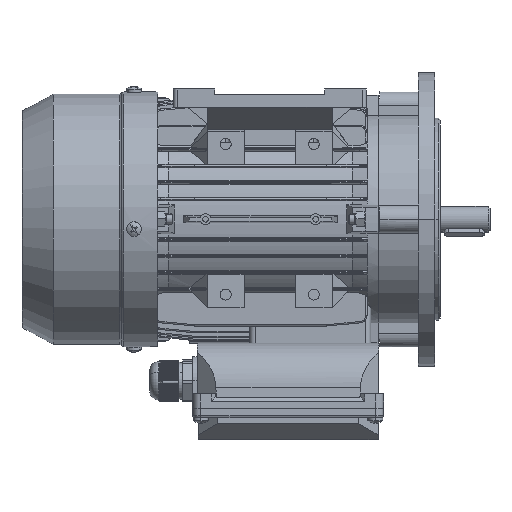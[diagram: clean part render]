
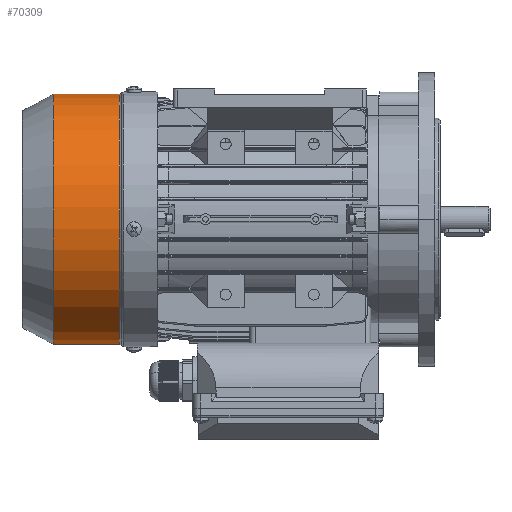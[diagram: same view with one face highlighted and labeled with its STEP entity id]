
A CAD part, left-side view. The second image highlights one B-rep face of the part: STEP entity #70309.
In plain terms, the highlighted cylindrical face has radius 68.3 mm (diameter 136.6 mm), a partial arc.
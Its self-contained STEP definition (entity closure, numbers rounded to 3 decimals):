
#11175 = CARTESIAN_POINT ( 'NONE',  ( 20.992, 0., -68.3 ) ) ;
#11202 = DIRECTION ( 'NONE',  ( -1., 0., 0. ) ) ;
#11203 = VECTOR ( 'NONE', #11202, 1000. ) ;
#11204 = CARTESIAN_POINT ( 'NONE',  ( 0., 0., 68.3 ) ) ;
#11205 = LINE ( 'NONE', #11204, #11203 ) ;
#11234 = CARTESIAN_POINT ( 'NONE',  ( 20.992, 0., 68.3 ) ) ;
#11338 = DIRECTION ( 'NONE',  ( 0., 0., 1. ) ) ;
#11339 = DIRECTION ( 'NONE',  ( -1., 0., 0. ) ) ;
#11340 = CARTESIAN_POINT ( 'NONE',  ( 20.992, 0., 0. ) ) ;
#11341 = AXIS2_PLACEMENT_3D ( 'NONE', #11340, #11339, #11338 ) ;
#11342 = CIRCLE ( 'NONE', #11341, 68.3 ) ;
#11343 = DIRECTION ( 'NONE',  ( -1., 0., 0. ) ) ;
#11344 = VECTOR ( 'NONE', #11343, 1000. ) ;
#11345 = CARTESIAN_POINT ( 'NONE',  ( 0., 0., -68.3 ) ) ;
#11346 = LINE ( 'NONE', #11345, #11344 ) ;
#11347 = CARTESIAN_POINT ( 'NONE',  ( 57., 0., -68.3 ) ) ;
#11348 = CARTESIAN_POINT ( 'NONE',  ( 57., 0., 68.3 ) ) ;
#11349 = DIRECTION ( 'NONE',  ( 0., 0., 1. ) ) ;
#11350 = DIRECTION ( 'NONE',  ( -1., 0., 0. ) ) ;
#11351 = CARTESIAN_POINT ( 'NONE',  ( 57., 0., 0. ) ) ;
#11352 = AXIS2_PLACEMENT_3D ( 'NONE', #11351, #11350, #11349 ) ;
#11353 = DIRECTION ( 'NONE',  ( 0., 0., 1. ) ) ;
#11354 = DIRECTION ( 'NONE',  ( -1., 0., 0. ) ) ;
#11355 = AXIS2_PLACEMENT_3D ( 'NONE', #11358, #11354, #11353 ) ;
#11356 = CYLINDRICAL_SURFACE ( 'NONE', #11355, 68.3 ) ;
#11357 = CIRCLE ( 'NONE', #11352, 68.3 ) ;
#11358 = CARTESIAN_POINT ( 'NONE',  ( 0., 0., 0. ) ) ;
#11363 = FACE_OUTER_BOUND ( 'NONE', #70313, .T. ) ;
#70185 = EDGE_CURVE ( 'NONE', #70319, #70204, #11205, .T. ) ;
#70201 = VERTEX_POINT ( 'NONE', #11175 ) ;
#70204 = VERTEX_POINT ( 'NONE', #11234 ) ;
#70309 = ADVANCED_FACE ( 'NONE', ( #11363 ), #11356, .T. ) ;
#70313 = EDGE_LOOP ( 'NONE', ( #70315, #70323, #70328, #70330 ) ) ;
#70315 = ORIENTED_EDGE ( 'NONE', *, *, #70317, .T. ) ;
#70317 = EDGE_CURVE ( 'NONE', #70319, #70321, #11357, .T. ) ;
#70319 = VERTEX_POINT ( 'NONE', #11348 ) ;
#70321 = VERTEX_POINT ( 'NONE', #11347 ) ;
#70323 = ORIENTED_EDGE ( 'NONE', *, *, #70325, .T. ) ;
#70325 = EDGE_CURVE ( 'NONE', #70321, #70201, #11346, .T. ) ;
#70328 = ORIENTED_EDGE ( 'NONE', *, *, #70329, .F. ) ;
#70329 = EDGE_CURVE ( 'NONE', #70204, #70201, #11342, .T. ) ;
#70330 = ORIENTED_EDGE ( 'NONE', *, *, #70185, .F. ) ;
